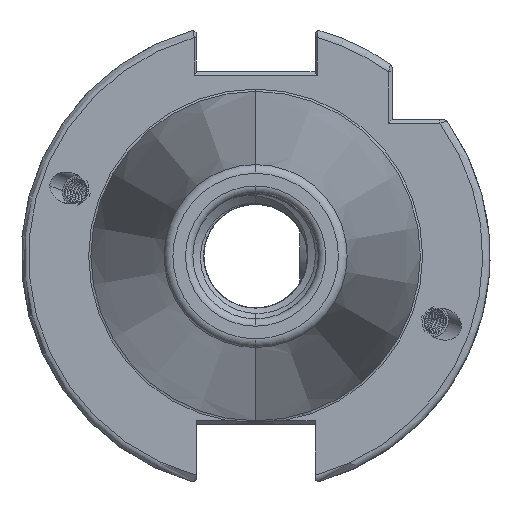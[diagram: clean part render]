
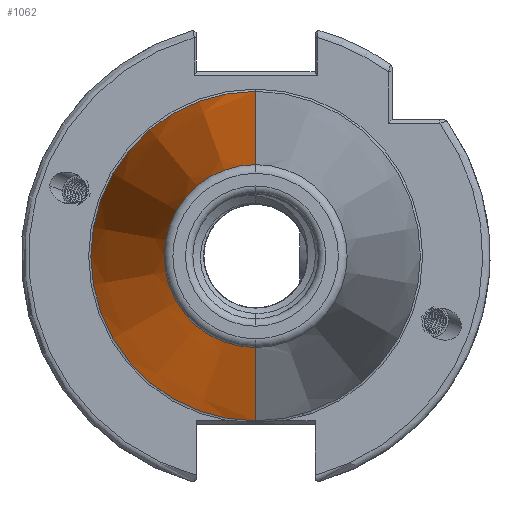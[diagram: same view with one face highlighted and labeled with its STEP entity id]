
A CAD part, left-side view. The second image highlights one B-rep face of the part: STEP entity #1062.
In plain terms, the highlighted conical face has half-angle 8.297 degrees and reference radius 22.692 mm.
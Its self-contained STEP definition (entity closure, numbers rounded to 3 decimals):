
#20 = AXIS2_PLACEMENT_3D ( 'NONE', #10609, #10589, #10597 ) ;
#176 = AXIS2_PLACEMENT_3D ( 'NONE', #11069, #11085, #11101 ) ;
#1062 = ADVANCED_FACE ( 'NONE', ( #24253 ), #24267, .T. ) ;
#3871 = VERTEX_POINT ( 'NONE', #5945 ) ;
#3875 = VERTEX_POINT ( 'NONE', #5863 ) ;
#3898 = VERTEX_POINT ( 'NONE', #5999 ) ;
#3935 = VERTEX_POINT ( 'NONE', #6064 ) ;
#5863 = CARTESIAN_POINT ( 'NONE',  ( -70.573, 0., -12.4 ) ) ;
#5945 = CARTESIAN_POINT ( 'NONE',  ( -70.573, 0., 12.4 ) ) ;
#5999 = CARTESIAN_POINT ( 'NONE',  ( -2.5, 0., -22.327 ) ) ;
#6064 = CARTESIAN_POINT ( 'NONE',  ( -2.5, 0., 22.327 ) ) ;
#8423 = DIRECTION ( 'NONE',  ( 0., 0., -1. ) ) ;
#8424 = DIRECTION ( 'NONE',  ( 1., 0., 0. ) ) ;
#8425 = CARTESIAN_POINT ( 'NONE',  ( 0., 0., 0. ) ) ;
#10589 = DIRECTION ( 'NONE',  ( 1., 0., 0. ) ) ;
#10597 = DIRECTION ( 'NONE',  ( 0., 0., 1. ) ) ;
#10609 = CARTESIAN_POINT ( 'NONE',  ( -70.573, 0., 0. ) ) ;
#11069 = CARTESIAN_POINT ( 'NONE',  ( -2.5, 0., 0. ) ) ;
#11080 = CARTESIAN_POINT ( 'NONE',  ( 0., 0., 22.692 ) ) ;
#11085 = DIRECTION ( 'NONE',  ( 1., 0., 0. ) ) ;
#11096 = DIRECTION ( 'NONE',  ( 0.99, 0., -0.144 ) ) ;
#11100 = CARTESIAN_POINT ( 'NONE',  ( 0., 0., -22.692 ) ) ;
#11101 = DIRECTION ( 'NONE',  ( 0., 0., -1. ) ) ;
#11111 = DIRECTION ( 'NONE',  ( 0.99, 0., 0.144 ) ) ;
#13976 = LINE ( 'NONE', #11100, #13982 ) ;
#13978 = LINE ( 'NONE', #11080, #13985 ) ;
#13982 = VECTOR ( 'NONE', #11096, 1000. ) ;
#13985 = VECTOR ( 'NONE', #11111, 1000. ) ;
#13992 = CIRCLE ( 'NONE', #176, 22.327 ) ;
#14082 = CIRCLE ( 'NONE', #20, 12.4 ) ;
#17027 = AXIS2_PLACEMENT_3D ( 'NONE', #8425, #8424, #8423 ) ;
#17631 = EDGE_CURVE ( 'NONE', #3898, #3935, #13992, .T. ) ;
#17632 = EDGE_CURVE ( 'NONE', #3875, #3898, #13976, .T. ) ;
#17634 = EDGE_CURVE ( 'NONE', #3871, #3935, #13978, .T. ) ;
#17710 = EDGE_CURVE ( 'NONE', #3875, #3871, #14082, .T. ) ;
#20738 = ORIENTED_EDGE ( 'NONE', *, *, #17631, .F. ) ;
#20760 = ORIENTED_EDGE ( 'NONE', *, *, #17632, .F. ) ;
#20778 = ORIENTED_EDGE ( 'NONE', *, *, #17710, .T. ) ;
#20828 = ORIENTED_EDGE ( 'NONE', *, *, #17634, .T. ) ;
#21161 = EDGE_LOOP ( 'NONE', ( #20778, #20828, #20738, #20760 ) ) ;
#24253 = FACE_OUTER_BOUND ( 'NONE', #21161, .T. ) ;
#24267 = CONICAL_SURFACE ( 'NONE', #17027, 22.692, 0.145 ) ;
